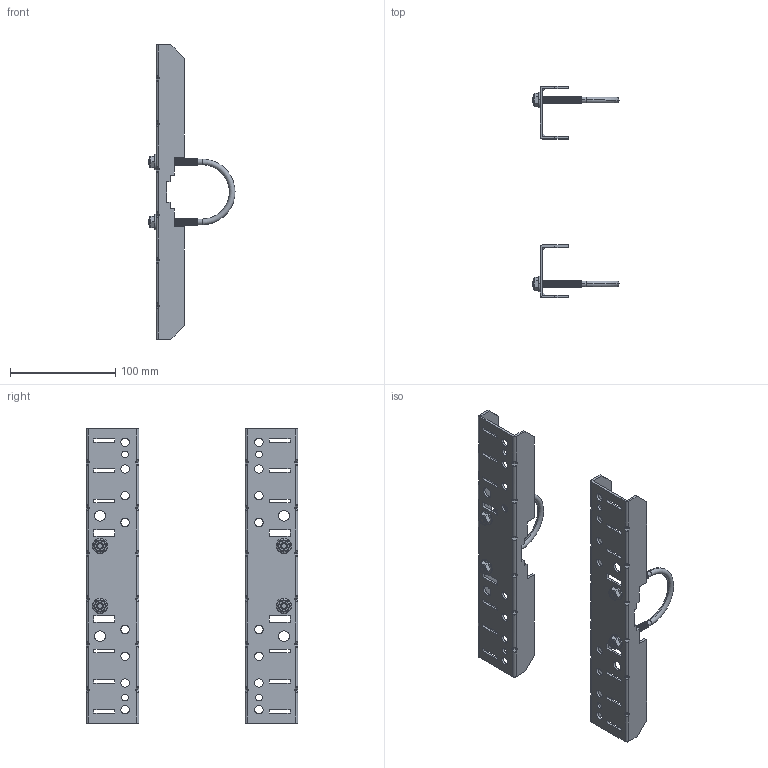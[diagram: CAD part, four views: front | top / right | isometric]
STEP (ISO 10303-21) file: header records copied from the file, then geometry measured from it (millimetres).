
FILE_DESCRIPTION (( 'STEP AP214' ), '1' );
FILE_NAME ('00406806_3D.STEP', '2022-05-20T19:35:44', ( '' ), ( '' ), 'SwSTEP 2.0', 'SolidWorks 2021', '' );
FILE_SCHEMA (( 'AUTOMOTIVE_DESIGN' ));
Length unit declared in the file: inch
Products named in the file (4): XHW-UBLT04; 00406806_3D; XFN-0007; 1BE04-006
Assembly tree (8 placements, depth 2):
  00406806_3D
    1BE04-006  x2
    XHW-UBLT04  x2
    XFN-0007  x4
Bounding box: 81.74 x 200.73 x 279.4 mm (x, y, z)
Volume: 120734.4 mm3; surface area: 115170.7 mm2
Topology: 8 solids, 8 shells, 1592 faces, 3672 edges, 2128 vertices
Faces by surface type: cone 944, plane 374, cylinder 156, bspline 90, torus 28
Entity records: 32742 total; most frequent: CARTESIAN_POINT 7428, DIRECTION 3530, ORIENTED_EDGE 3492, EDGE_CURVE 1746, AXIS2_PLACEMENT_3D 1252, VECTOR 1026, LINE 1026, VERTEX_POINT 1014
